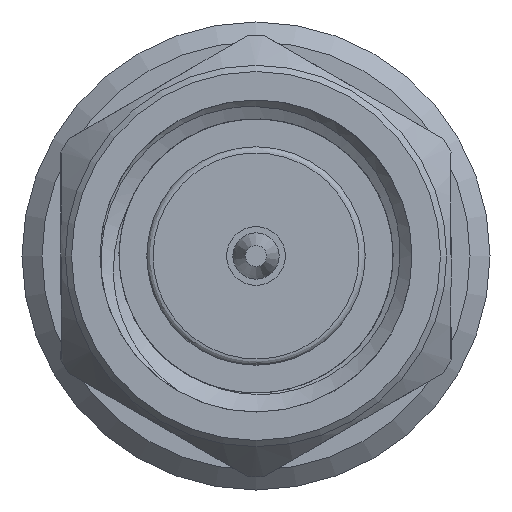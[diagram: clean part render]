
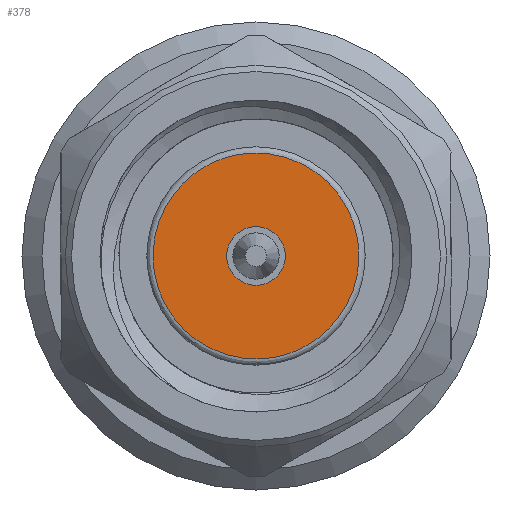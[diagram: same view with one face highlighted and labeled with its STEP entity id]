
A CAD part, left-side view. The second image highlights one B-rep face of the part: STEP entity #378.
In plain terms, the highlighted planar face has unit normal (-1, 0, 0).
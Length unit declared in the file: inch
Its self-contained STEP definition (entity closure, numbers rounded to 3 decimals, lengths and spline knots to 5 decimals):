
#54 = CARTESIAN_POINT ( 'NONE',  ( 0.1, 0., 0.0825 ) ) ;
#158 = PLANE ( 'NONE',  #900 ) ;
#288 = CARTESIAN_POINT ( 'NONE',  ( 0.1, 0., -0.0825 ) ) ;
#378 = ADVANCED_FACE ( 'NONE', ( #1628, #479 ), #158, .F. ) ;
#414 = AXIS2_PLACEMENT_3D ( 'NONE', #1828, #1353, #2024 ) ;
#479 = FACE_OUTER_BOUND ( 'NONE', #1282, .T. ) ;
#497 = VERTEX_POINT ( 'NONE', #1841 ) ;
#641 = DIRECTION ( 'NONE',  ( 0., 1., 0. ) ) ;
#645 = ORIENTED_EDGE ( 'NONE', *, *, #886, .F. ) ;
#756 = ORIENTED_EDGE ( 'NONE', *, *, #2494, .F. ) ;
#886 = EDGE_CURVE ( 'NONE', #497, #2233, #1022, .T. ) ;
#899 = VERTEX_POINT ( 'NONE', #1608 ) ;
#900 = AXIS2_PLACEMENT_3D ( 'NONE', #2985, #2754, #641 ) ;
#1006 = CARTESIAN_POINT ( 'NONE',  ( 0.1, 0., 0.0825 ) ) ;
#1022 =( BOUNDED_CURVE ( )  B_SPLINE_CURVE ( 3, ( #288, #1233, #2175, #54 ),
 .UNSPECIFIED., .F., .T. ) 
 B_SPLINE_CURVE_WITH_KNOTS ( ( 4, 4 ),
 ( 0., 1. ),
 .UNSPECIFIED. ) 
 CURVE ( )  GEOMETRIC_REPRESENTATION_ITEM ( )  RATIONAL_B_SPLINE_CURVE ( ( 1., 0.333, 0.333, 1. ) ) 
 REPRESENTATION_ITEM ( '' )  );
#1130 =( BOUNDED_CURVE ( )  B_SPLINE_CURVE ( 3, ( #1536, #1520, #2032, #2704 ),
 .UNSPECIFIED., .F., .T. ) 
 B_SPLINE_CURVE_WITH_KNOTS ( ( 4, 4 ),
 ( 0., 1. ),
 .UNSPECIFIED. ) 
 CURVE ( )  GEOMETRIC_REPRESENTATION_ITEM ( )  RATIONAL_B_SPLINE_CURVE ( ( 1., 0.333, 0.333, 1. ) ) 
 REPRESENTATION_ITEM ( '' )  );
#1233 = CARTESIAN_POINT ( 'NONE',  ( 0.1, 0.165, -0.0825 ) ) ;
#1282 = EDGE_LOOP ( 'NONE', ( #645, #1962 ) ) ;
#1347 = EDGE_CURVE ( 'NONE', #2233, #497, #1130, .T. ) ;
#1353 = DIRECTION ( 'NONE',  ( -1., 0., 0. ) ) ;
#1520 = CARTESIAN_POINT ( 'NONE',  ( 0.1, -0.165, 0.0825 ) ) ;
#1536 = CARTESIAN_POINT ( 'NONE',  ( 0.1, 0., 0.0825 ) ) ;
#1608 = CARTESIAN_POINT ( 'NONE',  ( 0.1, 0., -0.0235 ) ) ;
#1628 = FACE_BOUND ( 'NONE', #1761, .T. ) ;
#1761 = EDGE_LOOP ( 'NONE', ( #756 ) ) ;
#1828 = CARTESIAN_POINT ( 'NONE',  ( 0.1, 0., 0. ) ) ;
#1841 = CARTESIAN_POINT ( 'NONE',  ( 0.1, 0., -0.0825 ) ) ;
#1962 = ORIENTED_EDGE ( 'NONE', *, *, #1347, .F. ) ;
#2024 = DIRECTION ( 'NONE',  ( 0., 0., -1. ) ) ;
#2032 = CARTESIAN_POINT ( 'NONE',  ( 0.1, -0.165, -0.0825 ) ) ;
#2175 = CARTESIAN_POINT ( 'NONE',  ( 0.1, 0.165, 0.0825 ) ) ;
#2233 = VERTEX_POINT ( 'NONE', #1006 ) ;
#2494 = EDGE_CURVE ( 'NONE', #899, #899, #2880, .T. ) ;
#2704 = CARTESIAN_POINT ( 'NONE',  ( 0.1, 0., -0.0825 ) ) ;
#2754 = DIRECTION ( 'NONE',  ( 1., 0., 0. ) ) ;
#2880 = CIRCLE ( 'NONE', #414, 0.0235 ) ;
#2985 = CARTESIAN_POINT ( 'NONE',  ( 0.1, 0., 0. ) ) ;
